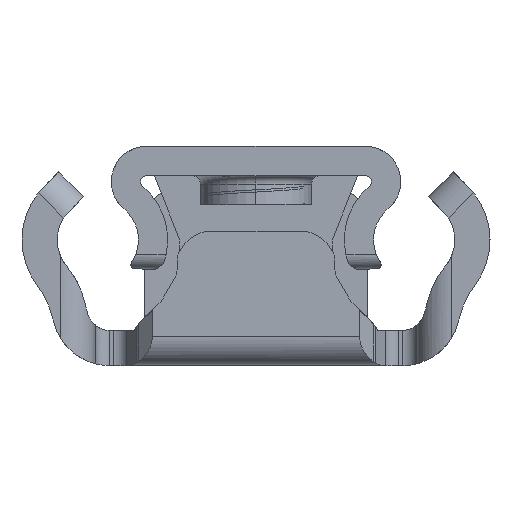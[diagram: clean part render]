
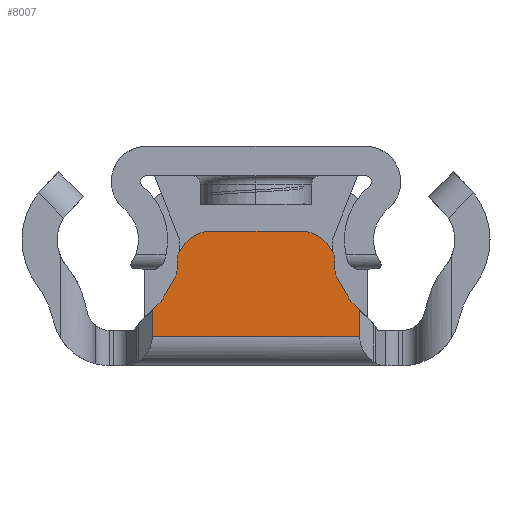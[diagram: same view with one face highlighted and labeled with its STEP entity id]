
A CAD part, left-side view. The second image highlights one B-rep face of the part: STEP entity #8007.
In plain terms, the highlighted planar face has unit normal (-1, 0, 0).
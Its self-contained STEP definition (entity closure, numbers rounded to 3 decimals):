
#85 = CARTESIAN_POINT ( 'NONE',  ( 1.3, 2.7, 3.276 ) ) ;
#112 = VERTEX_POINT ( 'NONE', #4493 ) ;
#193 = DIRECTION ( 'NONE',  ( -1., 0., 0. ) ) ;
#202 = DIRECTION ( 'NONE',  ( 0., -1., 0. ) ) ;
#238 = ORIENTED_EDGE ( 'NONE', *, *, #6951, .T. ) ;
#239 = EDGE_CURVE ( 'NONE', #989, #2562, #1415, .T. ) ;
#381 = CARTESIAN_POINT ( 'NONE',  ( 1.3, -2.767, 3.026 ) ) ;
#395 = VERTEX_POINT ( 'NONE', #414 ) ;
#414 = CARTESIAN_POINT ( 'NONE',  ( 1.3, -3.546, 1. ) ) ;
#430 = CARTESIAN_POINT ( 'NONE',  ( 1.3, 1.512, 3.4 ) ) ;
#515 = CARTESIAN_POINT ( 'NONE',  ( 1.3, 2.633, 3.858 ) ) ;
#529 = EDGE_CURVE ( 'NONE', #5521, #1883, #7121, .T. ) ;
#600 = EDGE_CURVE ( 'NONE', #1457, #7409, #5901, .T. ) ;
#607 = DIRECTION ( 'NONE',  ( 1., 0., 0. ) ) ;
#626 = DIRECTION ( 'NONE',  ( 0., 0., 1. ) ) ;
#661 = ORIENTED_EDGE ( 'NONE', *, *, #8029, .T. ) ;
#737 = CARTESIAN_POINT ( 'NONE',  ( 1.3, -2.7, 3.608 ) ) ;
#757 = CARTESIAN_POINT ( 'NONE',  ( 1.3, -2.7, 3.276 ) ) ;
#808 = EDGE_CURVE ( 'NONE', #7409, #4761, #4038, .T. ) ;
#811 = DIRECTION ( 'NONE',  ( 0., 0., 1. ) ) ;
#812 = AXIS2_PLACEMENT_3D ( 'NONE', #2849, #193, #7886 ) ;
#857 = CARTESIAN_POINT ( 'NONE',  ( 1.3, 1.512, 4.6 ) ) ;
#874 = VERTEX_POINT ( 'NONE', #1543 ) ;
#913 = EDGE_CURVE ( 'NONE', #7142, #112, #4863, .T. ) ;
#918 = DIRECTION ( 'NONE',  ( -1., 0., 0. ) ) ;
#929 = DIRECTION ( 'NONE',  ( 0., 0., -1. ) ) ;
#989 = VERTEX_POINT ( 'NONE', #3680 ) ;
#1014 = CARTESIAN_POINT ( 'NONE',  ( 1.3, 3.24, 2.206 ) ) ;
#1063 = CARTESIAN_POINT ( 'NONE',  ( 1.3, 3.546, 0. ) ) ;
#1118 = ORIENTED_EDGE ( 'NONE', *, *, #529, .T. ) ;
#1151 = VERTEX_POINT ( 'NONE', #3215 ) ;
#1221 = ORIENTED_EDGE ( 'NONE', *, *, #5617, .F. ) ;
#1285 = DIRECTION ( 'NONE',  ( 0., 0.5, -0.866 ) ) ;
#1298 = ORIENTED_EDGE ( 'NONE', *, *, #6012, .T. ) ;
#1331 = VECTOR ( 'NONE', #2245, 1000. ) ;
#1404 = LINE ( 'NONE', #1992, #3474 ) ;
#1415 = LINE ( 'NONE', #4026, #4714 ) ;
#1455 = EDGE_LOOP ( 'NONE', ( #1221, #238, #7729, #2968, #2483, #1774, #1614, #2373, #8054, #7769, #661, #5920, #5423, #8221, #1118, #6939, #1298, #5461 ) ) ;
#1457 = VERTEX_POINT ( 'NONE', #5004 ) ;
#1463 = CARTESIAN_POINT ( 'NONE',  ( 1.3, -2.633, 3.858 ) ) ;
#1543 = CARTESIAN_POINT ( 'NONE',  ( 1.3, -2.551, 4. ) ) ;
#1564 = CARTESIAN_POINT ( 'NONE',  ( 1.3, 3.546, -1.8 ) ) ;
#1614 = ORIENTED_EDGE ( 'NONE', *, *, #600, .T. ) ;
#1635 = EDGE_CURVE ( 'NONE', #874, #1151, #3369, .T. ) ;
#1774 = ORIENTED_EDGE ( 'NONE', *, *, #6634, .T. ) ;
#1855 = DIRECTION ( 'NONE',  ( 0., 0., 1. ) ) ;
#1883 = VERTEX_POINT ( 'NONE', #4277 ) ;
#1905 = AXIS2_PLACEMENT_3D ( 'NONE', #4336, #5584, #7480 ) ;
#1992 = CARTESIAN_POINT ( 'NONE',  ( 1.3, -3.546, 0. ) ) ;
#2122 = LINE ( 'NONE', #4607, #4200 ) ;
#2196 = DIRECTION ( 'NONE',  ( 0., 0., 1. ) ) ;
#2206 = LINE ( 'NONE', #1014, #1331 ) ;
#2245 = DIRECTION ( 'NONE',  ( 0., 0.5, -0.866 ) ) ;
#2318 = DIRECTION ( 'NONE',  ( -1., 0., 0. ) ) ;
#2333 = LINE ( 'NONE', #4964, #5142 ) ;
#2373 = ORIENTED_EDGE ( 'NONE', *, *, #808, .T. ) ;
#2445 = VECTOR ( 'NONE', #5221, 1000. ) ;
#2452 = VECTOR ( 'NONE', #202, 1000. ) ;
#2483 = ORIENTED_EDGE ( 'NONE', *, *, #6273, .T. ) ;
#2562 = VERTEX_POINT ( 'NONE', #8314 ) ;
#2668 = CARTESIAN_POINT ( 'NONE',  ( 1.3, -3.24, 2.206 ) ) ;
#2697 = AXIS2_PLACEMENT_3D ( 'NONE', #7571, #2318, #1855 ) ;
#2778 = CARTESIAN_POINT ( 'NONE',  ( 1.3, 3.24, 2.206 ) ) ;
#2808 = EDGE_CURVE ( 'NONE', #4672, #6789, #5070, .T. ) ;
#2849 = CARTESIAN_POINT ( 'NONE',  ( 1.3, -1.512, 3.4 ) ) ;
#2874 = EDGE_CURVE ( 'NONE', #1883, #3919, #4720, .T. ) ;
#2954 = VECTOR ( 'NONE', #4595, 1000. ) ;
#2968 = ORIENTED_EDGE ( 'NONE', *, *, #239, .T. ) ;
#3125 = AXIS2_PLACEMENT_3D ( 'NONE', #1564, #5911, #929 ) ;
#3215 = CARTESIAN_POINT ( 'NONE',  ( 1.3, -1.512, 4.6 ) ) ;
#3237 = CARTESIAN_POINT ( 'NONE',  ( 1.3, 2.551, 4. ) ) ;
#3362 = VECTOR ( 'NONE', #626, 1000. ) ;
#3369 = CIRCLE ( 'NONE', #812, 1.2 ) ;
#3471 = DIRECTION ( 'NONE',  ( 0., 0., 1. ) ) ;
#3474 = VECTOR ( 'NONE', #811, 1000. ) ;
#3623 = DIRECTION ( 'NONE',  ( 0., 0.5, 0.866 ) ) ;
#3680 = CARTESIAN_POINT ( 'NONE',  ( 1.3, -3.546, 1.9 ) ) ;
#3723 = CARTESIAN_POINT ( 'NONE',  ( 1.3, 3.546, 1. ) ) ;
#3890 = CARTESIAN_POINT ( 'NONE',  ( 1.3, 3.24, 2.206 ) ) ;
#3919 = VERTEX_POINT ( 'NONE', #4621 ) ;
#4026 = CARTESIAN_POINT ( 'NONE',  ( 1.3, -3.24, 2.206 ) ) ;
#4038 = CIRCLE ( 'NONE', #2697, 0.5 ) ;
#4099 = PLANE ( 'NONE',  #3125 ) ;
#4118 = LINE ( 'NONE', #4744, #2452 ) ;
#4148 = EDGE_CURVE ( 'NONE', #7312, #4672, #4611, .T. ) ;
#4200 = VECTOR ( 'NONE', #5957, 1000. ) ;
#4277 = CARTESIAN_POINT ( 'NONE',  ( 1.3, 2.7, 3.276 ) ) ;
#4336 = CARTESIAN_POINT ( 'NONE',  ( 1.3, -3.2, 3.276 ) ) ;
#4493 = CARTESIAN_POINT ( 'NONE',  ( 1.3, 3.546, 1.9 ) ) ;
#4546 = CARTESIAN_POINT ( 'NONE',  ( 1.3, 2.633, 3.858 ) ) ;
#4595 = DIRECTION ( 'NONE',  ( 0., 0., -1. ) ) ;
#4607 = CARTESIAN_POINT ( 'NONE',  ( 1.3, -1.512, 4.6 ) ) ;
#4611 = CIRCLE ( 'NONE', #5535, 1.2 ) ;
#4621 = CARTESIAN_POINT ( 'NONE',  ( 1.3, 2.767, 3.026 ) ) ;
#4672 = VERTEX_POINT ( 'NONE', #3237 ) ;
#4714 = VECTOR ( 'NONE', #4839, 1000. ) ;
#4720 = CIRCLE ( 'NONE', #6341, 0.5 ) ;
#4744 = CARTESIAN_POINT ( 'NONE',  ( 1.3, 3.546, 1. ) ) ;
#4761 = VERTEX_POINT ( 'NONE', #1463 ) ;
#4839 = DIRECTION ( 'NONE',  ( 0., 0.707, 0.707 ) ) ;
#4852 = CARTESIAN_POINT ( 'NONE',  ( 1.3, 2.7, 3.608 ) ) ;
#4863 = LINE ( 'NONE', #2778, #6998 ) ;
#4964 = CARTESIAN_POINT ( 'NONE',  ( 1.3, -2.633, 3.858 ) ) ;
#5004 = CARTESIAN_POINT ( 'NONE',  ( 1.3, -2.7, 3.276 ) ) ;
#5070 = LINE ( 'NONE', #515, #8203 ) ;
#5142 = VECTOR ( 'NONE', #3623, 1000. ) ;
#5221 = DIRECTION ( 'NONE',  ( 0., 0.5, 0.866 ) ) ;
#5416 = DIRECTION ( 'NONE',  ( 0., 0.707, -0.707 ) ) ;
#5423 = ORIENTED_EDGE ( 'NONE', *, *, #2808, .T. ) ;
#5461 = ORIENTED_EDGE ( 'NONE', *, *, #913, .T. ) ;
#5487 = VERTEX_POINT ( 'NONE', #381 ) ;
#5518 = CIRCLE ( 'NONE', #6069, 0.5 ) ;
#5521 = VERTEX_POINT ( 'NONE', #4852 ) ;
#5535 = AXIS2_PLACEMENT_3D ( 'NONE', #430, #6165, #6680 ) ;
#5584 = DIRECTION ( 'NONE',  ( 1., 0., 0. ) ) ;
#5617 = EDGE_CURVE ( 'NONE', #7730, #112, #6839, .T. ) ;
#5744 = DIRECTION ( 'NONE',  ( 0., 0., 1. ) ) ;
#5847 = VECTOR ( 'NONE', #3471, 1000. ) ;
#5865 = EDGE_CURVE ( 'NONE', #395, #989, #1404, .T. ) ;
#5901 = LINE ( 'NONE', #757, #3362 ) ;
#5911 = DIRECTION ( 'NONE',  ( 1., 0., 0. ) ) ;
#5920 = ORIENTED_EDGE ( 'NONE', *, *, #4148, .T. ) ;
#5957 = DIRECTION ( 'NONE',  ( 0., 1., 0. ) ) ;
#6012 = EDGE_CURVE ( 'NONE', #3919, #7142, #2206, .T. ) ;
#6023 = CARTESIAN_POINT ( 'NONE',  ( 1.3, 2.2, 3.608 ) ) ;
#6069 = AXIS2_PLACEMENT_3D ( 'NONE', #6023, #918, #2196 ) ;
#6165 = DIRECTION ( 'NONE',  ( -1., 0., 0. ) ) ;
#6273 = EDGE_CURVE ( 'NONE', #2562, #5487, #7081, .T. ) ;
#6341 = AXIS2_PLACEMENT_3D ( 'NONE', #7020, #607, #5744 ) ;
#6484 = EDGE_CURVE ( 'NONE', #6789, #5521, #5518, .T. ) ;
#6634 = EDGE_CURVE ( 'NONE', #5487, #1457, #7932, .T. ) ;
#6680 = DIRECTION ( 'NONE',  ( 0., 0., 1. ) ) ;
#6789 = VERTEX_POINT ( 'NONE', #4546 ) ;
#6839 = LINE ( 'NONE', #1063, #5847 ) ;
#6939 = ORIENTED_EDGE ( 'NONE', *, *, #2874, .T. ) ;
#6951 = EDGE_CURVE ( 'NONE', #7730, #395, #4118, .T. ) ;
#6998 = VECTOR ( 'NONE', #5416, 1000. ) ;
#7020 = CARTESIAN_POINT ( 'NONE',  ( 1.3, 3.2, 3.276 ) ) ;
#7081 = LINE ( 'NONE', #2668, #2445 ) ;
#7121 = LINE ( 'NONE', #85, #2954 ) ;
#7142 = VERTEX_POINT ( 'NONE', #3890 ) ;
#7296 = FACE_OUTER_BOUND ( 'NONE', #1455, .T. ) ;
#7312 = VERTEX_POINT ( 'NONE', #857 ) ;
#7409 = VERTEX_POINT ( 'NONE', #737 ) ;
#7480 = DIRECTION ( 'NONE',  ( 0., 0., 1. ) ) ;
#7571 = CARTESIAN_POINT ( 'NONE',  ( 1.3, -2.2, 3.608 ) ) ;
#7729 = ORIENTED_EDGE ( 'NONE', *, *, #5865, .T. ) ;
#7730 = VERTEX_POINT ( 'NONE', #3723 ) ;
#7769 = ORIENTED_EDGE ( 'NONE', *, *, #1635, .T. ) ;
#7886 = DIRECTION ( 'NONE',  ( 0., 0., 1. ) ) ;
#7932 = CIRCLE ( 'NONE', #1905, 0.5 ) ;
#8007 = ADVANCED_FACE ( 'NONE', ( #7296 ), #4099, .F. ) ;
#8029 = EDGE_CURVE ( 'NONE', #1151, #7312, #2122, .T. ) ;
#8054 = ORIENTED_EDGE ( 'NONE', *, *, #8199, .T. ) ;
#8199 = EDGE_CURVE ( 'NONE', #4761, #874, #2333, .T. ) ;
#8203 = VECTOR ( 'NONE', #1285, 1000. ) ;
#8221 = ORIENTED_EDGE ( 'NONE', *, *, #6484, .T. ) ;
#8314 = CARTESIAN_POINT ( 'NONE',  ( 1.3, -3.24, 2.206 ) ) ;
